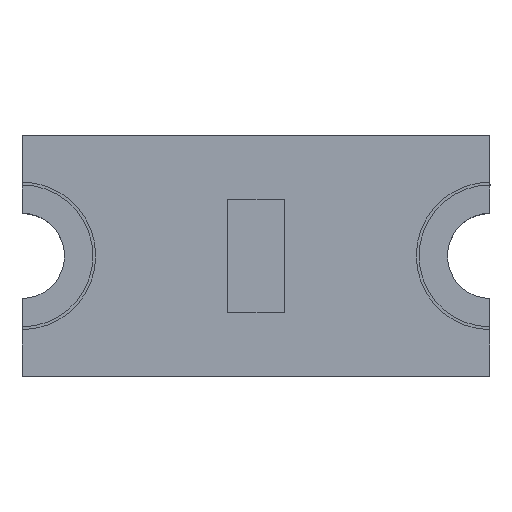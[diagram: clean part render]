
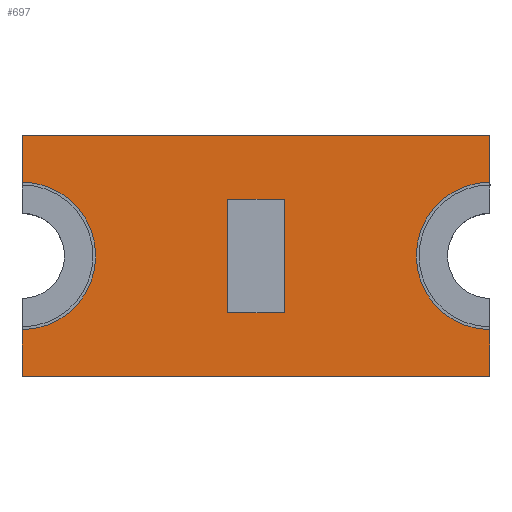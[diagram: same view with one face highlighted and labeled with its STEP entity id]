
A CAD part, top view. The second image highlights one B-rep face of the part: STEP entity #697.
In plain terms, the highlighted planar face has unit normal (0, 0, 1).
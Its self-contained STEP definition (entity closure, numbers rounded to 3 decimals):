
#28 = ORIENTED_EDGE ( 'NONE', *, *, #1797, .F. ) ;
#67 = CARTESIAN_POINT ( 'NONE',  ( -0.825, -0.425, 0.53 ) ) ;
#93 = DIRECTION ( 'NONE',  ( -1., 0., 0. ) ) ;
#126 = VECTOR ( 'NONE', #1078, 1000. ) ;
#155 = DIRECTION ( 'NONE',  ( 0., -1., 0. ) ) ;
#169 = LINE ( 'NONE', #323, #1354 ) ;
#175 = CARTESIAN_POINT ( 'NONE',  ( 0.825, 0.425, 0.53 ) ) ;
#182 = VERTEX_POINT ( 'NONE', #1342 ) ;
#183 = CARTESIAN_POINT ( 'NONE',  ( 0.1, 0.2, 0.53 ) ) ;
#204 = DIRECTION ( 'NONE',  ( 1., 0., 0. ) ) ;
#206 = DIRECTION ( 'NONE',  ( 1., 0., 0. ) ) ;
#239 = ORIENTED_EDGE ( 'NONE', *, *, #980, .F. ) ;
#323 = CARTESIAN_POINT ( 'NONE',  ( 0.825, 0.425, 0.53 ) ) ;
#344 = AXIS2_PLACEMENT_3D ( 'NONE', #1355, #1510, #918 ) ;
#383 = DIRECTION ( 'NONE',  ( 0., 1., 0. ) ) ;
#419 = ORIENTED_EDGE ( 'NONE', *, *, #644, .F. ) ;
#464 = CARTESIAN_POINT ( 'NONE',  ( -0.825, 0.425, 0.53 ) ) ;
#505 = EDGE_CURVE ( 'NONE', #1654, #1460, #169, .T. ) ;
#507 = LINE ( 'NONE', #921, #1648 ) ;
#518 = DIRECTION ( 'NONE',  ( 0., 1., 0. ) ) ;
#522 = ORIENTED_EDGE ( 'NONE', *, *, #710, .T. ) ;
#529 = EDGE_CURVE ( 'NONE', #990, #953, #1457, .T. ) ;
#542 = CARTESIAN_POINT ( 'NONE',  ( 0.1, -0.2, 0.53 ) ) ;
#564 = ORIENTED_EDGE ( 'NONE', *, *, #945, .T. ) ;
#577 = ORIENTED_EDGE ( 'NONE', *, *, #986, .T. ) ;
#591 = VECTOR ( 'NONE', #518, 1000. ) ;
#621 = VECTOR ( 'NONE', #204, 1000. ) ;
#630 = FACE_BOUND ( 'NONE', #1055, .T. ) ;
#644 = EDGE_CURVE ( 'NONE', #182, #915, #1053, .T. ) ;
#646 = LINE ( 'NONE', #1609, #1383 ) ;
#697 = ADVANCED_FACE ( 'NONE', ( #1611, #630 ), #1737, .F. ) ;
#702 = ORIENTED_EDGE ( 'NONE', *, *, #1489, .F. ) ;
#710 = EDGE_CURVE ( 'NONE', #813, #1186, #789, .T. ) ;
#751 = CARTESIAN_POINT ( 'NONE',  ( -0.1, -0.2, 0.53 ) ) ;
#778 = CARTESIAN_POINT ( 'NONE',  ( 0.825, -0.425, 0.53 ) ) ;
#789 = LINE ( 'NONE', #1629, #591 ) ;
#790 = EDGE_CURVE ( 'NONE', #915, #1206, #952, .T. ) ;
#796 = LINE ( 'NONE', #1373, #126 ) ;
#801 = ORIENTED_EDGE ( 'NONE', *, *, #505, .T. ) ;
#813 = VERTEX_POINT ( 'NONE', #1100 ) ;
#866 = CARTESIAN_POINT ( 'NONE',  ( -0.1, 0.2, 0.53 ) ) ;
#872 = CARTESIAN_POINT ( 'NONE',  ( 0.825, -0.425, 0.53 ) ) ;
#906 = VECTOR ( 'NONE', #1021, 1000. ) ;
#915 = VERTEX_POINT ( 'NONE', #542 ) ;
#918 = DIRECTION ( 'NONE',  ( -1., 0., 0. ) ) ;
#921 = CARTESIAN_POINT ( 'NONE',  ( -0.1, 0.2, 0.53 ) ) ;
#945 = EDGE_CURVE ( 'NONE', #1460, #813, #1149, .T. ) ;
#952 = LINE ( 'NONE', #1650, #1029 ) ;
#953 = VERTEX_POINT ( 'NONE', #67 ) ;
#961 = EDGE_CURVE ( 'NONE', #1186, #1722, #646, .T. ) ;
#964 = EDGE_LOOP ( 'NONE', ( #702, #1077, #577, #801, #564, #522, #1286, #1770 ) ) ;
#980 = EDGE_CURVE ( 'NONE', #1206, #1595, #507, .T. ) ;
#986 = EDGE_CURVE ( 'NONE', #953, #1654, #1751, .T. ) ;
#990 = VERTEX_POINT ( 'NONE', #1189 ) ;
#1021 = DIRECTION ( 'NONE',  ( 0., -1., 0. ) ) ;
#1029 = VECTOR ( 'NONE', #383, 1000. ) ;
#1053 = LINE ( 'NONE', #751, #1787 ) ;
#1055 = EDGE_LOOP ( 'NONE', ( #28, #239, #1754, #419 ) ) ;
#1071 = DIRECTION ( 'NONE',  ( -1., 0., 0. ) ) ;
#1077 = ORIENTED_EDGE ( 'NONE', *, *, #529, .T. ) ;
#1078 = DIRECTION ( 'NONE',  ( 0., -1., 0. ) ) ;
#1080 = DIRECTION ( 'NONE',  ( -1., 0., 0. ) ) ;
#1100 = CARTESIAN_POINT ( 'NONE',  ( 0.825, 0.25, 0.53 ) ) ;
#1108 = AXIS2_PLACEMENT_3D ( 'NONE', #1282, #1702, #1691 ) ;
#1149 = CIRCLE ( 'NONE', #344, 0.25 ) ;
#1160 = VERTEX_POINT ( 'NONE', #1254 ) ;
#1186 = VERTEX_POINT ( 'NONE', #175 ) ;
#1189 = CARTESIAN_POINT ( 'NONE',  ( -0.825, -0.25, 0.53 ) ) ;
#1206 = VERTEX_POINT ( 'NONE', #183 ) ;
#1254 = CARTESIAN_POINT ( 'NONE',  ( -0.825, 0.25, 0.53 ) ) ;
#1282 = CARTESIAN_POINT ( 'NONE',  ( -0.825, 0., 0.53 ) ) ;
#1286 = ORIENTED_EDGE ( 'NONE', *, *, #961, .T. ) ;
#1296 = EDGE_CURVE ( 'NONE', #1722, #1160, #1419, .T. ) ;
#1306 = CARTESIAN_POINT ( 'NONE',  ( -0.825, 0.425, 0.53 ) ) ;
#1316 = DIRECTION ( 'NONE',  ( 0., 1., 0. ) ) ;
#1332 = VECTOR ( 'NONE', #155, 1000. ) ;
#1342 = CARTESIAN_POINT ( 'NONE',  ( -0.1, -0.2, 0.53 ) ) ;
#1354 = VECTOR ( 'NONE', #1316, 1000. ) ;
#1355 = CARTESIAN_POINT ( 'NONE',  ( 0.825, 0., 0.53 ) ) ;
#1373 = CARTESIAN_POINT ( 'NONE',  ( -0.1, 0.2, 0.53 ) ) ;
#1383 = VECTOR ( 'NONE', #93, 1000. ) ;
#1419 = LINE ( 'NONE', #1554, #1332 ) ;
#1457 = LINE ( 'NONE', #1306, #906 ) ;
#1460 = VERTEX_POINT ( 'NONE', #1673 ) ;
#1489 = EDGE_CURVE ( 'NONE', #990, #1160, #1569, .T. ) ;
#1510 = DIRECTION ( 'NONE',  ( 0., 0., -1. ) ) ;
#1552 = AXIS2_PLACEMENT_3D ( 'NONE', #1620, #1800, #1080 ) ;
#1554 = CARTESIAN_POINT ( 'NONE',  ( -0.825, 0.425, 0.53 ) ) ;
#1569 = CIRCLE ( 'NONE', #1108, 0.25 ) ;
#1595 = VERTEX_POINT ( 'NONE', #866 ) ;
#1609 = CARTESIAN_POINT ( 'NONE',  ( 0.825, 0.425, 0.53 ) ) ;
#1611 = FACE_OUTER_BOUND ( 'NONE', #964, .T. ) ;
#1620 = CARTESIAN_POINT ( 'NONE',  ( 0.825, 0.425, 0.53 ) ) ;
#1629 = CARTESIAN_POINT ( 'NONE',  ( 0.825, 0.425, 0.53 ) ) ;
#1648 = VECTOR ( 'NONE', #1071, 1000. ) ;
#1650 = CARTESIAN_POINT ( 'NONE',  ( 0.1, 0.2, 0.53 ) ) ;
#1654 = VERTEX_POINT ( 'NONE', #872 ) ;
#1673 = CARTESIAN_POINT ( 'NONE',  ( 0.825, -0.25, 0.53 ) ) ;
#1691 = DIRECTION ( 'NONE',  ( -1., 0., 0. ) ) ;
#1702 = DIRECTION ( 'NONE',  ( 0., 0., 1. ) ) ;
#1722 = VERTEX_POINT ( 'NONE', #464 ) ;
#1737 = PLANE ( 'NONE',  #1552 ) ;
#1751 = LINE ( 'NONE', #778, #621 ) ;
#1754 = ORIENTED_EDGE ( 'NONE', *, *, #790, .F. ) ;
#1770 = ORIENTED_EDGE ( 'NONE', *, *, #1296, .T. ) ;
#1787 = VECTOR ( 'NONE', #206, 1000. ) ;
#1797 = EDGE_CURVE ( 'NONE', #1595, #182, #796, .T. ) ;
#1800 = DIRECTION ( 'NONE',  ( 0., 0., -1. ) ) ;
